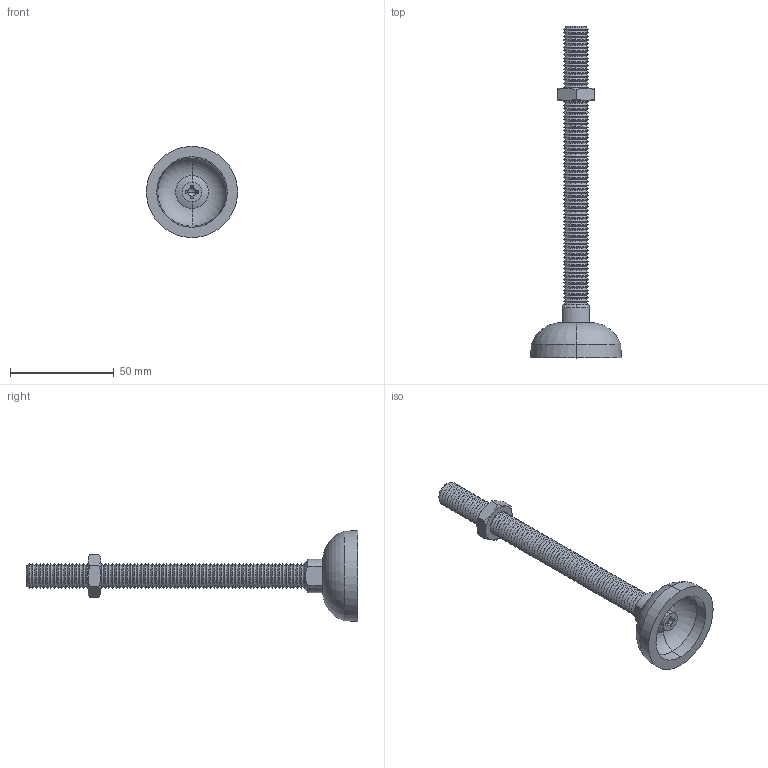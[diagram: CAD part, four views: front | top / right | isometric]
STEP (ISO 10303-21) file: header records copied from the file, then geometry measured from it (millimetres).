
FILE_DESCRIPTION (( 'STEP AP214' ), '1' );
FILE_NAME ('9ab045m12160m.STEP', '2013-06-11T14:42:22', ( 'User' ), ( '' ), 'SwSTEP 2.0', 'SolidWorks 2012', '' );
FILE_SCHEMA (( 'AUTOMOTIVE_DESIGN' ));
Length unit declared in the file: millimetre
Products named in the file (4): ISO4035-M12_6kt-mutter_Hexagon Thin Nut ISO - 4035 - M12 - C; 098 am 12 080 m_098 am 12 155 m gespreitzt; 098a45m_Standard; 9ab045m12160m
Assembly tree (3 placements, depth 2):
  9ab045m12160m
    098a45m_Standard
    098 am 12 080 m_098 am 12 155 m gespreitzt
    ISO4035-M12_6kt-mutter_Hexagon Thin Nut ISO - 4035 - M12 - C
Bounding box: 44 x 160.2 x 44 mm (x, y, z)
Volume: 27118.4 mm3; surface area: 14439.7 mm2
Topology: 3 solids, 3 shells, 384 faces, 791 edges, 411 vertices
Faces by surface type: cone 336, plane 25, torus 12, cylinder 9, sphere 2
Entity records: 10131 total; most frequent: DIRECTION 1921, CARTESIAN_POINT 1792, ORIENTED_EDGE 1578, EDGE_CURVE 789, AXIS2_PLACEMENT_3D 776, VERTEX_POINT 411, EDGE_LOOP 388, CIRCLE 386
